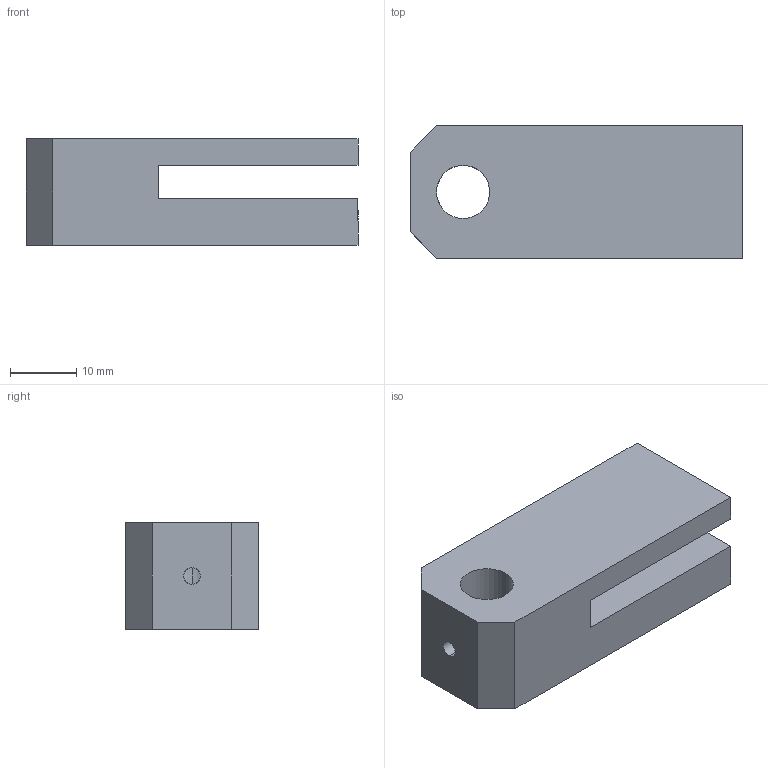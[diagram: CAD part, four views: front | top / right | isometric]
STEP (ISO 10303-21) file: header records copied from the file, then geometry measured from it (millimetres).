
FILE_DESCRIPTION (( 'STEP AP214' ), '1' );
FILE_NAME ('1.STEP', '2024-01-02T23:35:35', ( '' ), ( '' ), 'SwSTEP 2.0', 'SolidWorks 2024', '' );
FILE_SCHEMA (( 'AUTOMOTIVE_DESIGN' ));
Length unit declared in the file: millimetre
Products named in the file (1): 1
Bounding box: 50 x 20 x 16 mm (x, y, z)
Volume: 11818.7 mm3; surface area: 5477.6 mm2
Topology: 1 solids, 1 shells, 20 faces, 53 edges, 33 vertices
Faces by surface type: plane 12, cylinder 6, cone 2
Entity records: 668 total; most frequent: CARTESIAN_POINT 145, ORIENTED_EDGE 102, DIRECTION 101, EDGE_CURVE 51, VECTOR 39, LINE 39, VERTEX_POINT 33, AXIS2_PLACEMENT_3D 31
